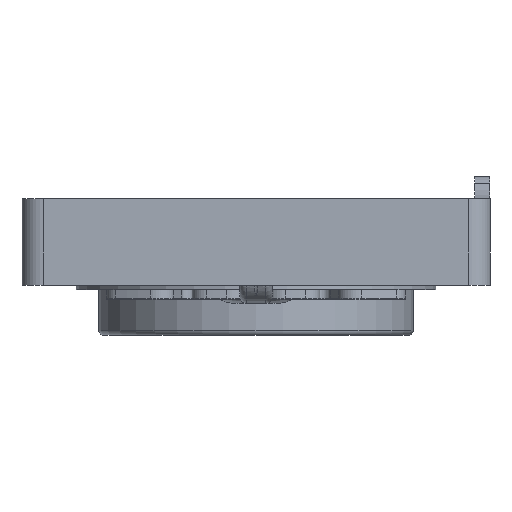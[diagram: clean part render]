
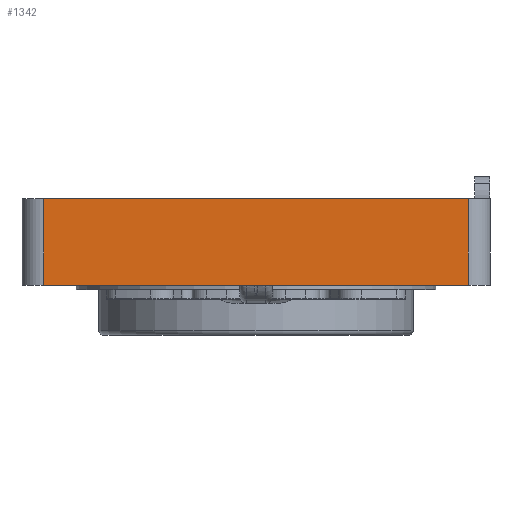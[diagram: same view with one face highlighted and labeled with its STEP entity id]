
A CAD part, front view. The second image highlights one B-rep face of the part: STEP entity #1342.
In plain terms, the highlighted face is planar.
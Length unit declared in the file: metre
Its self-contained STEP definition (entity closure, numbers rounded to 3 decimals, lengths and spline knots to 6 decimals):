
#1342 = ADVANCED_FACE( '', ( #2552 ), #2553, .F. );
#2552 = FACE_OUTER_BOUND( '', #4724, .T. );
#2553 = PLANE( '', #4725 );
#4724 = EDGE_LOOP( '', ( #8417, #8418, #8419, #8420 ) );
#4725 = AXIS2_PLACEMENT_3D( '', #8421, #8422, #8423 );
#8417 = ORIENTED_EDGE( '', *, *, #11154, .T. );
#8418 = ORIENTED_EDGE( '', *, *, #10388, .F. );
#8419 = ORIENTED_EDGE( '', *, *, #11155, .F. );
#8420 = ORIENTED_EDGE( '', *, *, #10331, .T. );
#8421 = CARTESIAN_POINT( '', ( 0.0208, 0., 0.004 ) );
#8422 = DIRECTION( '', ( -1., 0., 0. ) );
#8423 = DIRECTION( '', ( 0., 0., 1. ) );
#10331 = EDGE_CURVE( '', #13868, #13866, #13869, .T. );
#10388 = EDGE_CURVE( '', #13967, #13962, #13969, .T. );
#11154 = EDGE_CURVE( '', #13866, #13962, #15056, .T. );
#11155 = EDGE_CURVE( '', #13868, #13967, #15057, .T. );
#13866 = VERTEX_POINT( '', #16823 );
#13868 = VERTEX_POINT( '', #16825 );
#13869 = LINE( '', #16826, #16827 );
#13962 = VERTEX_POINT( '', #16969 );
#13967 = VERTEX_POINT( '', #16975 );
#13969 = LINE( '', #16977, #16978 );
#15056 = LINE( '', #19090, #19091 );
#15057 = LINE( '', #19092, #19093 );
#16823 = CARTESIAN_POINT( '', ( 0.0208, -0.0098, 0. ) );
#16825 = CARTESIAN_POINT( '', ( 0.0208, -0.0098, 0.004 ) );
#16826 = CARTESIAN_POINT( '', ( 0.0208, -0.0098, 0.004 ) );
#16827 = VECTOR( '', #20880, 1. );
#16969 = CARTESIAN_POINT( '', ( 0.0208, 0.0098, 0. ) );
#16975 = CARTESIAN_POINT( '', ( 0.0208, 0.0098, 0.004 ) );
#16977 = CARTESIAN_POINT( '', ( 0.0208, 0.0098, 0.004 ) );
#16978 = VECTOR( '', #20985, 1. );
#19090 = CARTESIAN_POINT( '', ( 0.0208, 0., 0. ) );
#19091 = VECTOR( '', #21615, 1. );
#19092 = CARTESIAN_POINT( '', ( 0.0208, 0., 0.004 ) );
#19093 = VECTOR( '', #21616, 1. );
#20880 = DIRECTION( '', ( 0., 0., -1. ) );
#20985 = DIRECTION( '', ( 0., 0., -1. ) );
#21615 = DIRECTION( '', ( 0., 1., 0. ) );
#21616 = DIRECTION( '', ( 0., 1., 0. ) );
